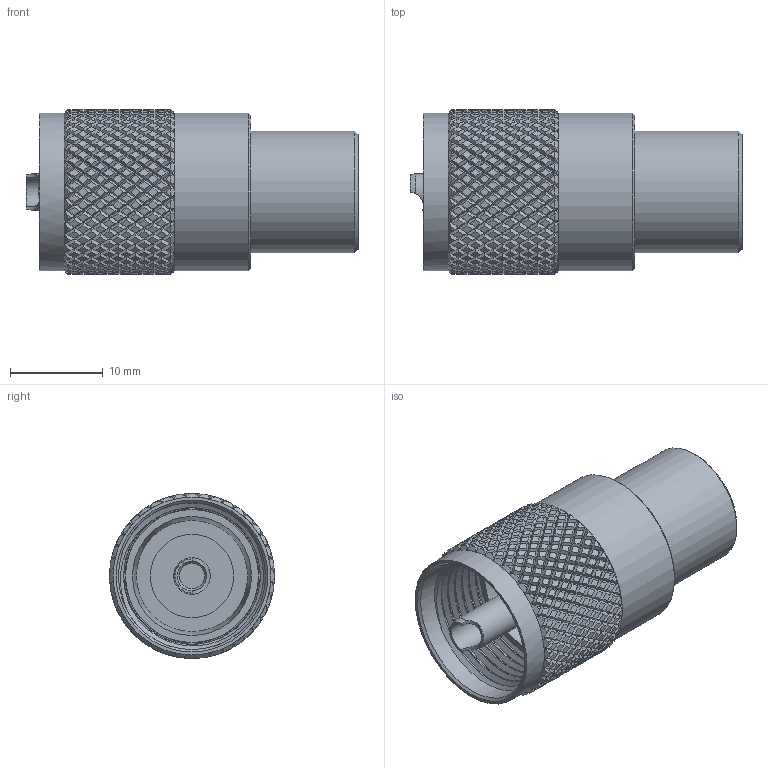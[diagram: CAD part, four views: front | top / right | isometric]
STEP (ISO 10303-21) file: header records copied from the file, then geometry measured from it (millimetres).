
FILE_DESCRIPTION (( 'STEP AP203' ), '1' );
FILE_NAME ('SC2220_3D.step', '2022-03-24T18:49:24', ( '' ), ( '' ), 'SwSTEP 2.0', 'SolidWorks 2021', '' );
FILE_SCHEMA (( 'CONFIG_CONTROL_DESIGN' ));
Products named in the file (1): SC2220_3D
Bounding box: 35.8 x 17.78 x 17.78 mm (x, y, z)
Volume: 3959.7 mm3; surface area: 4834.2 mm2
Topology: 1 solids, 1 shells, 2814 faces, 5800 edges, 2997 vertices
Faces by surface type: bspline 2247, cylinder 542, plane 13, cone 11, torus 1
Full cylindrical faces by diameter (mm): 3.175 x1, 3.937 x1, 4.07 x1, 8.969 x1, 13.1 x2, 13.125 x1, 14.343 x1, 14.438 x1, 15.875 x9, 17.024 x2
Entity records: 130758 total; most frequent: CARTESIAN_POINT 96780, ORIENTED_EDGE 11488, EDGE_CURVE 5744, VERTEX_POINT 2972, EDGE_LOOP 2838, FACE_OUTER_BOUND 2819, ADVANCED_FACE 2806, B_SPLINE_CURVE_WITH_KNOTS 2500
